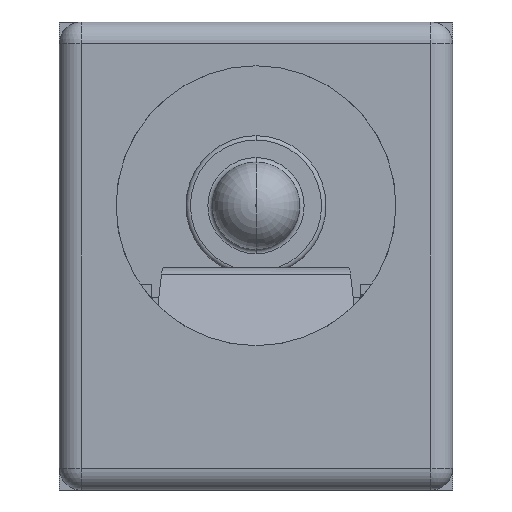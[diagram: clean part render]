
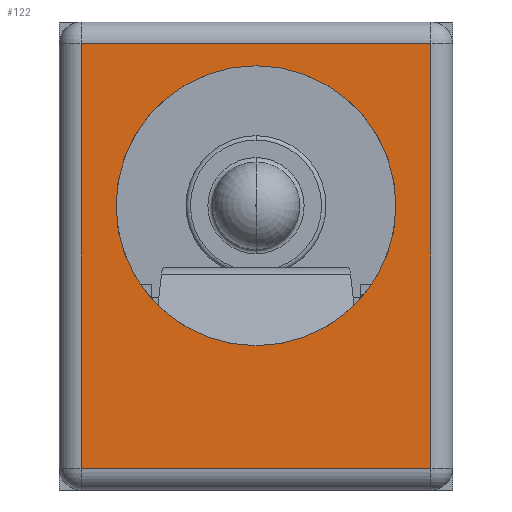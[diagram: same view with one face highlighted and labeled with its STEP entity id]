
A CAD part, front view. The second image highlights one B-rep face of the part: STEP entity #122.
In plain terms, the highlighted planar face has unit normal (0, -1, 0).
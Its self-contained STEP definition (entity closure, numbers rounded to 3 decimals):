
#122=ADVANCED_FACE('',(#385,#386),#387,.F.);
#385=FACE_OUTER_BOUND('',#891,.T.);
#386=FACE_BOUND('',#892,.T.);
#387=PLANE('',#893);
#891=EDGE_LOOP('',(#1601,#1602,#1603,#1604));
#892=EDGE_LOOP('',(#1605,#1606,#1607));
#893=AXIS2_PLACEMENT_3D('',#1608,#1609,#1610);
#1601=ORIENTED_EDGE('',*,*,#3492,.T.);
#1602=ORIENTED_EDGE('',*,*,#3493,.T.);
#1603=ORIENTED_EDGE('',*,*,#3494,.T.);
#1604=ORIENTED_EDGE('',*,*,#3495,.T.);
#1605=ORIENTED_EDGE('',*,*,#3409,.T.);
#1606=ORIENTED_EDGE('',*,*,#3489,.T.);
#1607=ORIENTED_EDGE('',*,*,#3410,.T.);
#1608=CARTESIAN_POINT('',(0.0,-3.5,0.0));
#1609=DIRECTION('',(-0.0,1.0,0.0));
#1610=DIRECTION('',(1.0,0.0,0.0));
#3409=EDGE_CURVE('',#4061,#4058,#4062,.T.);
#3410=EDGE_CURVE('',#4063,#4061,#4064,.T.);
#3489=EDGE_CURVE('',#4058,#4063,#4203,.T.);
#3492=EDGE_CURVE('',#4206,#4207,#4208,.F.);
#3493=EDGE_CURVE('',#4207,#4209,#4210,.F.);
#3494=EDGE_CURVE('',#4209,#4211,#4212,.F.);
#3495=EDGE_CURVE('',#4211,#4206,#4213,.F.);
#4058=VERTEX_POINT('',#5103);
#4061=VERTEX_POINT('',#5107);
#4062=CIRCLE('',#5108,3.2);
#4063=VERTEX_POINT('',#5109);
#4064=CIRCLE('',#5110,3.2);
#4203=CIRCLE('',#5318,3.2);
#4206=VERTEX_POINT('',#5321);
#4207=VERTEX_POINT('',#5322);
#4208=LINE('',#5323,#5324);
#4209=VERTEX_POINT('',#5325);
#4210=LINE('',#5326,#5327);
#4211=VERTEX_POINT('',#5328);
#4212=LINE('',#5329,#5330);
#4213=LINE('',#5331,#5332);
#5103=CARTESIAN_POINT('',(0.,-3.5,-2.05));
#5107=CARTESIAN_POINT('',(3.2,-3.5,1.15));
#5108=AXIS2_PLACEMENT_3D('',#6605,#6606,#6607);
#5109=CARTESIAN_POINT('',(0.,-3.5,4.35));
#5110=AXIS2_PLACEMENT_3D('',#6608,#6609,#6610);
#5318=AXIS2_PLACEMENT_3D('',#6707,#6708,#6709);
#5321=CARTESIAN_POINT('',(-4.0,-3.5,4.85));
#5322=CARTESIAN_POINT('',(-4.0,-3.5,-4.85));
#5323=CARTESIAN_POINT('',(-4.0,-3.5,-5.35));
#5324=VECTOR('',#6716,1000.0);
#5325=CARTESIAN_POINT('',(4.0,-3.5,-4.85));
#5326=CARTESIAN_POINT('',(4.5,-3.5,-4.85));
#5327=VECTOR('',#6717,1000.0);
#5328=CARTESIAN_POINT('',(4.0,-3.5,4.85));
#5329=CARTESIAN_POINT('',(4.0,-3.5,5.35));
#5330=VECTOR('',#6718,1000.0);
#5331=CARTESIAN_POINT('',(-4.5,-3.5,4.85));
#5332=VECTOR('',#6719,1000.0);
#6605=CARTESIAN_POINT('',(0.,-3.5,1.15));
#6606=DIRECTION('',(-0.0,1.0,0.0));
#6607=DIRECTION('',(1.0,0.0,0.0));
#6608=CARTESIAN_POINT('',(0.,-3.5,1.15));
#6609=DIRECTION('',(-0.0,1.0,0.0));
#6610=DIRECTION('',(1.0,0.0,0.0));
#6707=CARTESIAN_POINT('',(0.,-3.5,1.15));
#6708=DIRECTION('',(-0.0,1.0,0.0));
#6709=DIRECTION('',(1.0,0.0,0.0));
#6716=DIRECTION('',(0.,0.0,1.0));
#6717=DIRECTION('',(-1.0,0.0,0.));
#6718=DIRECTION('',(0.,0.0,-1.0));
#6719=DIRECTION('',(1.0,0.0,0.));
